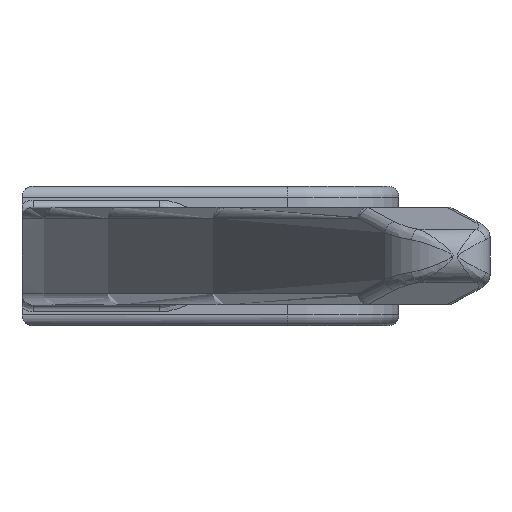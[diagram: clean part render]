
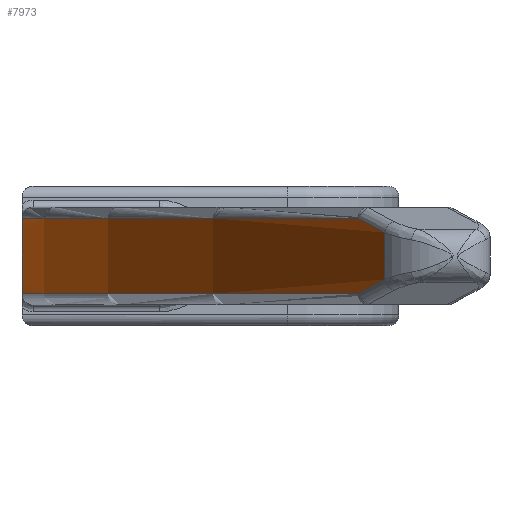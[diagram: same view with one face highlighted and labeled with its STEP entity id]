
A CAD part, left-side view. The second image highlights one B-rep face of the part: STEP entity #7973.
In plain terms, the highlighted cylindrical face has radius 212.7 mm (diameter 425.4 mm), a partial arc.
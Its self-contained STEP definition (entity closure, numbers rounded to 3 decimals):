
#292 = CARTESIAN_POINT ( 'NONE',  ( -105., -199.2, 2.7 ) ) ;
#328 = CARTESIAN_POINT ( 'NONE',  ( -105.258, 13.5, 2.394 ) ) ;
#468 = CARTESIAN_POINT ( 'NONE',  ( -105.499, 13.499, 2.7 ) ) ;
#656 = EDGE_CURVE ( 'NONE', #7563, #4541, #5034, .T. ) ;
#873 = ORIENTED_EDGE ( 'NONE', *, *, #656, .T. ) ;
#889 = CARTESIAN_POINT ( 'NONE',  ( -203.258, -10.556, -2.7 ) ) ;
#947 = ORIENTED_EDGE ( 'NONE', *, *, #9975, .T. ) ;
#1335 = CARTESIAN_POINT ( 'NONE',  ( -203.258, -10.556, 2.7 ) ) ;
#1613 = DIRECTION ( 'NONE',  ( 1., 0., 0. ) ) ;
#1647 = CARTESIAN_POINT ( 'NONE',  ( -205.68, -11.832, -2.014 ) ) ;
#1660 = DIRECTION ( 'NONE',  ( -1., 0., 0. ) ) ;
#1801 = CARTESIAN_POINT ( 'NONE',  ( -204.472, -11.188, -2.356 ) ) ;
#1860 = CARTESIAN_POINT ( 'NONE',  ( -105., 13.5, -1.872 ) ) ;
#1973 = CARTESIAN_POINT ( 'NONE',  ( -105.379, 13.5, -2.549 ) ) ;
#2043 = CARTESIAN_POINT ( 'NONE',  ( -105.499, 13.499, 2.7 ) ) ;
#2155 = CARTESIAN_POINT ( 'NONE',  ( -105., 13.5, -1.676 ) ) ;
#2174 = CARTESIAN_POINT ( 'NONE',  ( -206.882, -12.488, -1.673 ) ) ;
#2240 = VERTEX_POINT ( 'NONE', #2155 ) ;
#2352 = DIRECTION ( 'NONE',  ( 0., 0., 1. ) ) ;
#2398 = CARTESIAN_POINT ( 'NONE',  ( -105., -199.2, 5. ) ) ;
#2436 = CARTESIAN_POINT ( 'NONE',  ( -206.882, -12.488, 1.673 ) ) ;
#2468 = CIRCLE ( 'NONE', #8460, 212.7 ) ;
#2707 = AXIS2_PLACEMENT_3D ( 'NONE', #2398, #8140, #1660 ) ;
#2873 = VERTEX_POINT ( 'NONE', #5333 ) ;
#2995 = CARTESIAN_POINT ( 'NONE',  ( -105., 13.5, 1.676 ) ) ;
#3519 = EDGE_CURVE ( 'NONE', #5782, #10282, #5146, .T. ) ;
#3607 = CARTESIAN_POINT ( 'NONE',  ( -206.882, -12.488, 1.673 ) ) ;
#3734 = VECTOR ( 'NONE', #9051, 1000. ) ;
#4067 = ORIENTED_EDGE ( 'NONE', *, *, #7453, .T. ) ;
#4203 = VERTEX_POINT ( 'NONE', #1335 ) ;
#4477 = EDGE_CURVE ( 'NONE', #2240, #2873, #10226, .T. ) ;
#4541 = VERTEX_POINT ( 'NONE', #2174 ) ;
#4559 =( BOUNDED_CURVE ( )  B_SPLINE_CURVE ( 3, ( #3607, #7791, #6984, #8485 ),
 .UNSPECIFIED., .F., .F. ) 
 B_SPLINE_CURVE_WITH_KNOTS ( ( 4, 4 ),
 ( 1.071, 1.091 ),
 .UNSPECIFIED. ) 
 CURVE ( )  GEOMETRIC_REPRESENTATION_ITEM ( )  RATIONAL_B_SPLINE_CURVE ( ( 1., 1., 1., 1. ) ) 
 REPRESENTATION_ITEM ( '' )  );
#4922 = LINE ( 'NONE', #6375, #3734 ) ;
#5034 =( BOUNDED_CURVE ( )  B_SPLINE_CURVE ( 3, ( #889, #1801, #1647, #6667 ),
 .UNSPECIFIED., .F., .F. ) 
 B_SPLINE_CURVE_WITH_KNOTS ( ( 4, 4 ),
 ( 2.051, 2.07 ),
 .UNSPECIFIED. ) 
 CURVE ( )  GEOMETRIC_REPRESENTATION_ITEM ( )  RATIONAL_B_SPLINE_CURVE ( ( 1., 1., 1., 1. ) ) 
 REPRESENTATION_ITEM ( '' )  );
#5119 = VECTOR ( 'NONE', #5598, 1000. ) ;
#5146 = B_SPLINE_CURVE_WITH_KNOTS ( 'NONE', 3,
 ( #2043, #5205, #328, #6969, #9172, #2995 ),
 .UNSPECIFIED., .F., .F.,
 ( 4, 2, 4 ),
 ( 0., 0.001, 0.001 ),
 .UNSPECIFIED. ) ;
#5163 = DIRECTION ( 'NONE',  ( -1., 0., 0. ) ) ;
#5205 = CARTESIAN_POINT ( 'NONE',  ( -105.379, 13.5, 2.548 ) ) ;
#5333 = CARTESIAN_POINT ( 'NONE',  ( -105.499, 13.499, -2.7 ) ) ;
#5555 = LINE ( 'NONE', #10589, #5119 ) ;
#5598 = DIRECTION ( 'NONE',  ( 0., 0., -1. ) ) ;
#5782 = VERTEX_POINT ( 'NONE', #468 ) ;
#5964 = VERTEX_POINT ( 'NONE', #2436 ) ;
#6375 = CARTESIAN_POINT ( 'NONE',  ( -105., 13.5, 5. ) ) ;
#6476 = AXIS2_PLACEMENT_3D ( 'NONE', #9701, #2352, #1613 ) ;
#6532 = ORIENTED_EDGE ( 'NONE', *, *, #3519, .T. ) ;
#6667 = CARTESIAN_POINT ( 'NONE',  ( -206.882, -12.488, -1.673 ) ) ;
#6679 = CARTESIAN_POINT ( 'NONE',  ( -105., 13.5, -1.676 ) ) ;
#6742 = EDGE_LOOP ( 'NONE', ( #8184, #7605, #6873, #873, #6747, #947, #4067, #6532 ) ) ;
#6747 = ORIENTED_EDGE ( 'NONE', *, *, #9745, .F. ) ;
#6767 = DIRECTION ( 'NONE',  ( 0., 0., -1. ) ) ;
#6784 = CARTESIAN_POINT ( 'NONE',  ( -105.258, 13.5, -2.394 ) ) ;
#6873 = ORIENTED_EDGE ( 'NONE', *, *, #8893, .T. ) ;
#6897 = CARTESIAN_POINT ( 'NONE',  ( -105.069, 13.5, -2.058 ) ) ;
#6969 = CARTESIAN_POINT ( 'NONE',  ( -105.069, 13.5, 2.058 ) ) ;
#6984 = CARTESIAN_POINT ( 'NONE',  ( -204.472, -11.188, 2.356 ) ) ;
#7453 = EDGE_CURVE ( 'NONE', #4203, #5782, #2468, .T. ) ;
#7563 = VERTEX_POINT ( 'NONE', #10262 ) ;
#7605 = ORIENTED_EDGE ( 'NONE', *, *, #4477, .T. ) ;
#7791 = CARTESIAN_POINT ( 'NONE',  ( -205.68, -11.832, 2.014 ) ) ;
#7973 = ADVANCED_FACE ( 'NONE', ( #8997 ), #10511, .T. ) ;
#8140 = DIRECTION ( 'NONE',  ( 0., 0., -1. ) ) ;
#8184 = ORIENTED_EDGE ( 'NONE', *, *, #8976, .T. ) ;
#8460 = AXIS2_PLACEMENT_3D ( 'NONE', #292, #6767, #5163 ) ;
#8485 = CARTESIAN_POINT ( 'NONE',  ( -203.258, -10.556, 2.7 ) ) ;
#8709 = CIRCLE ( 'NONE', #6476, 212.7 ) ;
#8893 = EDGE_CURVE ( 'NONE', #2873, #7563, #8709, .T. ) ;
#8949 = CARTESIAN_POINT ( 'NONE',  ( -105., 13.5, 1.676 ) ) ;
#8976 = EDGE_CURVE ( 'NONE', #10282, #2240, #4922, .T. ) ;
#8997 = FACE_OUTER_BOUND ( 'NONE', #6742, .T. ) ;
#9051 = DIRECTION ( 'NONE',  ( 0., 0., -1. ) ) ;
#9172 = CARTESIAN_POINT ( 'NONE',  ( -105., 13.5, 1.872 ) ) ;
#9701 = CARTESIAN_POINT ( 'NONE',  ( -105., -199.2, -2.7 ) ) ;
#9745 = EDGE_CURVE ( 'NONE', #5964, #4541, #5555, .T. ) ;
#9955 = CARTESIAN_POINT ( 'NONE',  ( -105.499, 13.499, -2.7 ) ) ;
#9975 = EDGE_CURVE ( 'NONE', #5964, #4203, #4559, .T. ) ;
#10226 = B_SPLINE_CURVE_WITH_KNOTS ( 'NONE', 3,
 ( #6679, #1860, #6897, #6784, #1973, #9955 ),
 .UNSPECIFIED., .F., .F.,
 ( 4, 2, 4 ),
 ( 0., 0.001, 0.001 ),
 .UNSPECIFIED. ) ;
#10262 = CARTESIAN_POINT ( 'NONE',  ( -203.258, -10.556, -2.7 ) ) ;
#10282 = VERTEX_POINT ( 'NONE', #8949 ) ;
#10511 = CYLINDRICAL_SURFACE ( 'NONE', #2707, 212.7 ) ;
#10589 = CARTESIAN_POINT ( 'NONE',  ( -206.882, -12.488, 5. ) ) ;
